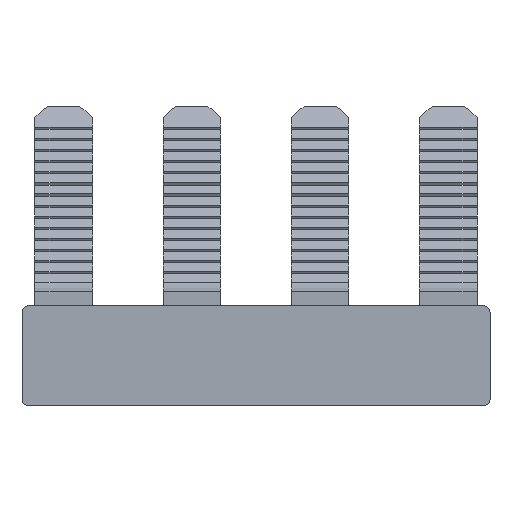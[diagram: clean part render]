
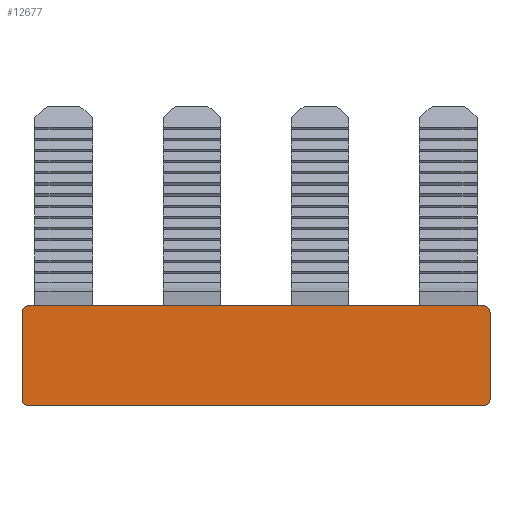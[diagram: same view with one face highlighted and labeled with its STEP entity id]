
A CAD part, front view. The second image highlights one B-rep face of the part: STEP entity #12677.
In plain terms, the highlighted planar face has unit normal (0, -1, 0).
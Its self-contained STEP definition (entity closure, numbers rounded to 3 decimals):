
#47 = DIRECTION ( 'NONE',  ( 0., 1., 0. ) ) ;
#123 = VERTEX_POINT ( 'NONE', #7109 ) ;
#139 = CARTESIAN_POINT ( 'NONE',  ( 17.75, -1.6, 0.5 ) ) ;
#298 = AXIS2_PLACEMENT_3D ( 'NONE', #3469, #7578, #3335 ) ;
#480 = LINE ( 'NONE', #4597, #10184 ) ;
#679 = DIRECTION ( 'NONE',  ( 0., 0., 1. ) ) ;
#1064 = DIRECTION ( 'NONE',  ( 0., 0., 1. ) ) ;
#1349 = EDGE_CURVE ( 'NONE', #123, #5040, #11363, .T. ) ;
#1507 = EDGE_CURVE ( 'NONE', #8648, #10223, #9948, .T. ) ;
#1914 = DIRECTION ( 'NONE',  ( 0., -1., 0. ) ) ;
#2037 = CARTESIAN_POINT ( 'NONE',  ( -18.25, -1.6, 0. ) ) ;
#2401 = CARTESIAN_POINT ( 'NONE',  ( -18.25, -1.6, 7.8 ) ) ;
#2454 = DIRECTION ( 'NONE',  ( 0., -1., 0. ) ) ;
#2961 = EDGE_LOOP ( 'NONE', ( #4753, #4305, #10740, #7787, #5312, #7180, #11266, #3443 ) ) ;
#3144 = CARTESIAN_POINT ( 'NONE',  ( 30., -1.6, 0. ) ) ;
#3218 = EDGE_CURVE ( 'NONE', #9419, #12526, #480, .T. ) ;
#3335 = DIRECTION ( 'NONE',  ( 0., 0., 1. ) ) ;
#3439 = CARTESIAN_POINT ( 'NONE',  ( -18.25, -1.6, 0.5 ) ) ;
#3443 = ORIENTED_EDGE ( 'NONE', *, *, #8543, .T. ) ;
#3469 = CARTESIAN_POINT ( 'NONE',  ( 17.75, -1.6, 7.3 ) ) ;
#4305 = ORIENTED_EDGE ( 'NONE', *, *, #7230, .T. ) ;
#4597 = CARTESIAN_POINT ( 'NONE',  ( 78.25, -1.6, 0. ) ) ;
#4753 = ORIENTED_EDGE ( 'NONE', *, *, #3218, .F. ) ;
#4765 = CARTESIAN_POINT ( 'NONE',  ( 17.75, -1.6, 7.8 ) ) ;
#5018 = CIRCLE ( 'NONE', #8153, 0.5 ) ;
#5025 = DIRECTION ( 'NONE',  ( 1., 0., 0. ) ) ;
#5040 = VERTEX_POINT ( 'NONE', #4765 ) ;
#5092 = FACE_OUTER_BOUND ( 'NONE', #2961, .T. ) ;
#5312 = ORIENTED_EDGE ( 'NONE', *, *, #1349, .F. ) ;
#5419 = VECTOR ( 'NONE', #10371, 1000. ) ;
#5455 = DIRECTION ( 'NONE',  ( -1., 0., 0. ) ) ;
#5478 = AXIS2_PLACEMENT_3D ( 'NONE', #6944, #1914, #679 ) ;
#5625 = VECTOR ( 'NONE', #6951, 1000. ) ;
#6425 = CARTESIAN_POINT ( 'NONE',  ( 18.25, -1.6, 0.5 ) ) ;
#6440 = DIRECTION ( 'NONE',  ( 0., 0., 1. ) ) ;
#6522 = LINE ( 'NONE', #10513, #11599 ) ;
#6542 = EDGE_CURVE ( 'NONE', #10185, #5040, #10338, .T. ) ;
#6944 = CARTESIAN_POINT ( 'NONE',  ( -17.75, -1.6, 7.3 ) ) ;
#6951 = DIRECTION ( 'NONE',  ( 0., 0., 1. ) ) ;
#7032 = EDGE_CURVE ( 'NONE', #9025, #10185, #6522, .T. ) ;
#7109 = CARTESIAN_POINT ( 'NONE',  ( -17.75, -1.6, 7.8 ) ) ;
#7180 = ORIENTED_EDGE ( 'NONE', *, *, #12171, .T. ) ;
#7230 = EDGE_CURVE ( 'NONE', #9419, #9025, #5018, .T. ) ;
#7528 = CIRCLE ( 'NONE', #8975, 0.5 ) ;
#7578 = DIRECTION ( 'NONE',  ( 0., -1., 0. ) ) ;
#7787 = ORIENTED_EDGE ( 'NONE', *, *, #6542, .T. ) ;
#8153 = AXIS2_PLACEMENT_3D ( 'NONE', #139, #10940, #1064 ) ;
#8543 = EDGE_CURVE ( 'NONE', #8648, #12526, #7528, .T. ) ;
#8595 = CARTESIAN_POINT ( 'NONE',  ( -17.75, -1.6, 0.5 ) ) ;
#8648 = VERTEX_POINT ( 'NONE', #3439 ) ;
#8975 = AXIS2_PLACEMENT_3D ( 'NONE', #8595, #2454, #6440 ) ;
#9025 = VERTEX_POINT ( 'NONE', #6425 ) ;
#9419 = VERTEX_POINT ( 'NONE', #10531 ) ;
#9948 = LINE ( 'NONE', #2037, #5625 ) ;
#9992 = PLANE ( 'NONE',  #10034 ) ;
#10034 = AXIS2_PLACEMENT_3D ( 'NONE', #3144, #47, #5025 ) ;
#10184 = VECTOR ( 'NONE', #5455, 1000. ) ;
#10185 = VERTEX_POINT ( 'NONE', #10603 ) ;
#10223 = VERTEX_POINT ( 'NONE', #11465 ) ;
#10338 = CIRCLE ( 'NONE', #298, 0.5 ) ;
#10371 = DIRECTION ( 'NONE',  ( 1., 0., 0. ) ) ;
#10513 = CARTESIAN_POINT ( 'NONE',  ( 18.25, -1.6, 0. ) ) ;
#10531 = CARTESIAN_POINT ( 'NONE',  ( 17.75, -1.6, 0. ) ) ;
#10603 = CARTESIAN_POINT ( 'NONE',  ( 18.25, -1.6, 7.3 ) ) ;
#10740 = ORIENTED_EDGE ( 'NONE', *, *, #7032, .T. ) ;
#10792 = CARTESIAN_POINT ( 'NONE',  ( -17.75, -1.6, 0. ) ) ;
#10940 = DIRECTION ( 'NONE',  ( 0., -1., 0. ) ) ;
#11266 = ORIENTED_EDGE ( 'NONE', *, *, #1507, .F. ) ;
#11363 = LINE ( 'NONE', #2401, #5419 ) ;
#11367 = DIRECTION ( 'NONE',  ( 0., 0., 1. ) ) ;
#11465 = CARTESIAN_POINT ( 'NONE',  ( -18.25, -1.6, 7.3 ) ) ;
#11599 = VECTOR ( 'NONE', #11367, 1000. ) ;
#12150 = CIRCLE ( 'NONE', #5478, 0.5 ) ;
#12171 = EDGE_CURVE ( 'NONE', #123, #10223, #12150, .T. ) ;
#12526 = VERTEX_POINT ( 'NONE', #10792 ) ;
#12677 = ADVANCED_FACE ( 'NONE', ( #5092 ), #9992, .F. ) ;
